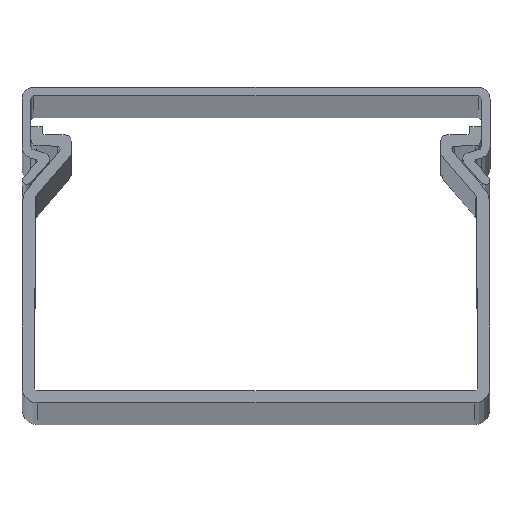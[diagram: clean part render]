
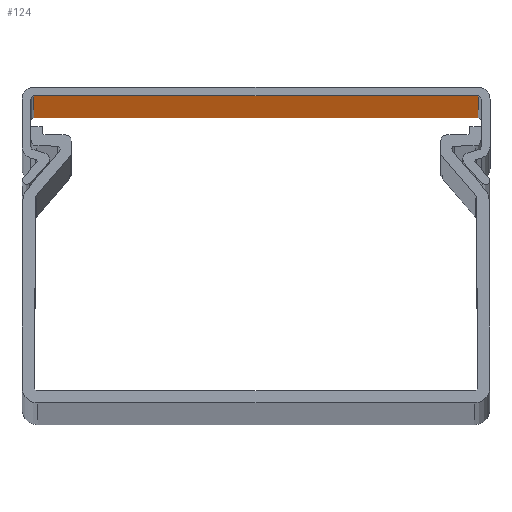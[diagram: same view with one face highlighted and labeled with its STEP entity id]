
A CAD part, top view. The second image highlights one B-rep face of the part: STEP entity #124.
In plain terms, the highlighted planar face has unit normal (0, -1, 0).
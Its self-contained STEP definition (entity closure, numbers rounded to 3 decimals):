
#2 = DIRECTION ( 'NONE',  ( 1., 0., 0. ) ) ;
#43 = DIRECTION ( 'NONE',  ( 1., 0., 0. ) ) ;
#89 = EDGE_CURVE ( 'NONE', #1933, #2584, #1773, .T. ) ;
#124 = ADVANCED_FACE ( 'NONE', ( #1361 ), #1609, .T. ) ;
#126 = AXIS2_PLACEMENT_3D ( 'NONE', #1759, #1772, #1974 ) ;
#223 = ORIENTED_EDGE ( 'NONE', *, *, #89, .T. ) ;
#375 = CARTESIAN_POINT ( 'NONE',  ( 0., 92.2, 0. ) ) ;
#482 = VECTOR ( 'NONE', #2, 1000. ) ;
#632 = ORIENTED_EDGE ( 'NONE', *, *, #1804, .F. ) ;
#696 = DIRECTION ( 'NONE',  ( 0., 0., 1. ) ) ;
#809 = EDGE_CURVE ( 'NONE', #2870, #2820, #2547, .T. ) ;
#1288 = EDGE_CURVE ( 'NONE', #2584, #2870, #3122, .T. ) ;
#1313 = CARTESIAN_POINT ( 'NONE',  ( 72.6, 92.2, 0. ) ) ;
#1357 = CARTESIAN_POINT ( 'NONE',  ( 1.4, 92.2, 500. ) ) ;
#1361 = FACE_OUTER_BOUND ( 'NONE', #3578, .T. ) ;
#1413 = CARTESIAN_POINT ( 'NONE',  ( 72.6, 92.2, 2000. ) ) ;
#1490 = ORIENTED_EDGE ( 'NONE', *, *, #1288, .T. ) ;
#1609 = PLANE ( 'NONE',  #126 ) ;
#1759 = CARTESIAN_POINT ( 'NONE',  ( 1.4, 92.2, 500. ) ) ;
#1769 = VECTOR ( 'NONE', #3763, 1000. ) ;
#1772 = DIRECTION ( 'NONE',  ( 0., -1., 0. ) ) ;
#1773 = LINE ( 'NONE', #1357, #1769 ) ;
#1804 = EDGE_CURVE ( 'NONE', #1933, #2820, #3868, .T. ) ;
#1843 = CARTESIAN_POINT ( 'NONE',  ( 1.4, 92.2, 0. ) ) ;
#1933 = VERTEX_POINT ( 'NONE', #2879 ) ;
#1939 = VECTOR ( 'NONE', #43, 1000. ) ;
#1974 = DIRECTION ( 'NONE',  ( 0., 0., -1. ) ) ;
#2108 = VECTOR ( 'NONE', #696, 1000. ) ;
#2547 = LINE ( 'NONE', #2593, #2108 ) ;
#2584 = VERTEX_POINT ( 'NONE', #1843 ) ;
#2593 = CARTESIAN_POINT ( 'NONE',  ( 72.6, 92.2, 500. ) ) ;
#2642 = ORIENTED_EDGE ( 'NONE', *, *, #809, .T. ) ;
#2820 = VERTEX_POINT ( 'NONE', #1413 ) ;
#2870 = VERTEX_POINT ( 'NONE', #1313 ) ;
#2879 = CARTESIAN_POINT ( 'NONE',  ( 1.4, 92.2, 2000. ) ) ;
#3122 = LINE ( 'NONE', #375, #482 ) ;
#3578 = EDGE_LOOP ( 'NONE', ( #2642, #632, #223, #1490 ) ) ;
#3763 = DIRECTION ( 'NONE',  ( 0., 0., -1. ) ) ;
#3868 = LINE ( 'NONE', #3892, #1939 ) ;
#3892 = CARTESIAN_POINT ( 'NONE',  ( 1.4, 92.2, 2000. ) ) ;
